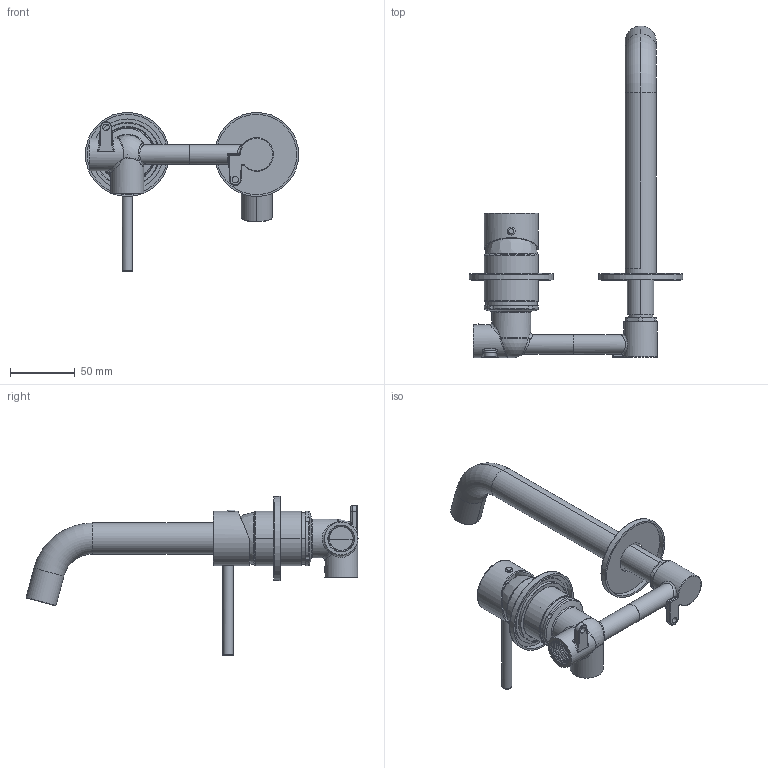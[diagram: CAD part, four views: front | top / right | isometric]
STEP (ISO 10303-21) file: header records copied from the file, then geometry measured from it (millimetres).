
FILE_DESCRIPTION(/* description */ (''),/* implementation_level */ '2;1');
FILE_NAME(/* name */ 'GG-S3-09-2P-A.stp',/* time_stamp */ '2025-06-19T10:36:03+08:00',/* author */ (''),/* organization */ (''),/* preprocessor_version */ 'ST-DEVELOPER v16.7',/* originating_system */ 'SIEMENS PLM Software NX 1847',/* authorisation */ '');
FILE_SCHEMA (('AUTOMOTIVE_DESIGN { 1 0 10303 214 3 1 1 1 }'));
Length unit declared in the file: millimetre
Products named in the file (1): Tom6C74CEF92xu4
Bounding box: 165 x 256.7 x 123 mm (x, y, z)
Volume: 222325 mm3; surface area: 113871.2 mm2
Topology: 15 solids, 15 shells, 555 faces, 1338 edges, 850 vertices
Faces by surface type: cylinder 199, plane 133, bspline 89, torus 55, cone 43, sphere 25, extrusion 11
Full cylindrical faces by diameter (mm): 5 x4, 5.2 x2, 6 x3, 8 x2, 10 x2, 12.4 x1, 12.6 x1, 15 x3, 18.6 x23, 24.5 x3, 25.5 x2, 26 x1, 27.8 x1, 30 x2, 32.5 x1, 35 x1, 40 x1, 42 x1, 43 x1, 62 x2, 65 x2
Entity records: 24246 total; most frequent: CARTESIAN_POINT 12773, DIRECTION 2308, ORIENTED_EDGE 2248, EDGE_CURVE 1124, AXIS2_PLACEMENT_3D 986, VERTEX_POINT 731, EDGE_LOOP 660, CIRCLE 541
